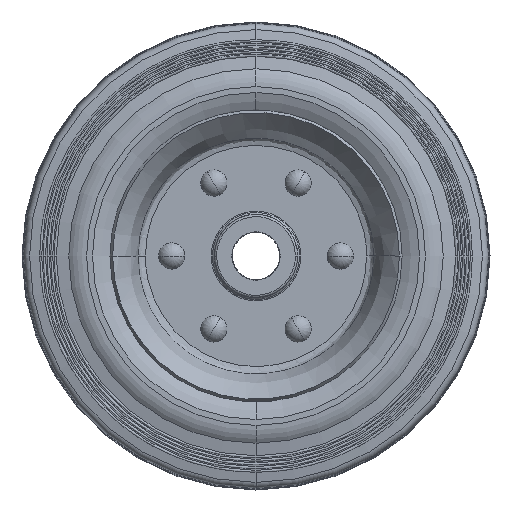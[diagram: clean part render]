
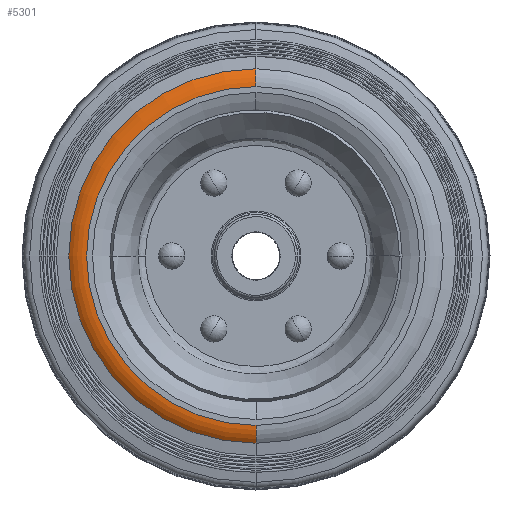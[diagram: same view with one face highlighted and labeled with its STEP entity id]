
A CAD part, left-side view. The second image highlights one B-rep face of the part: STEP entity #5301.
In plain terms, the highlighted toroidal (fillet/blend) face has major radius 90.472 mm and minor radius 15 mm.
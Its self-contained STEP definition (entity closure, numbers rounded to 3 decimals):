
#275 = CIRCLE ( 'NONE', #16921, 90.472 ) ;
#1426 = CARTESIAN_POINT ( 'NONE',  ( -29., 0., 90.472 ) ) ;
#1502 = DIRECTION ( 'NONE',  ( 0., 0., -1. ) ) ;
#1620 = FACE_OUTER_BOUND ( 'NONE', #7975, .T. ) ;
#1924 = CIRCLE ( 'NONE', #14575, 15. ) ;
#2116 = AXIS2_PLACEMENT_3D ( 'NONE', #9463, #5945, #14690 ) ;
#3117 = ORIENTED_EDGE ( 'NONE', *, *, #7166, .T. ) ;
#3404 = AXIS2_PLACEMENT_3D ( 'NONE', #7178, #5703, #5483 ) ;
#3537 = DIRECTION ( 'NONE',  ( 1., 0., 0. ) ) ;
#3717 = AXIS2_PLACEMENT_3D ( 'NONE', #13851, #3537, #1502 ) ;
#4036 = CARTESIAN_POINT ( 'NONE',  ( -14., 0., -90.472 ) ) ;
#5301 = ADVANCED_FACE ( 'NONE', ( #1620 ), #19669, .T. ) ;
#5483 = DIRECTION ( 'NONE',  ( 0., 0., 1. ) ) ;
#5677 = EDGE_CURVE ( 'NONE', #16086, #12877, #1924, .T. ) ;
#5703 = DIRECTION ( 'NONE',  ( 0., 1., 0. ) ) ;
#5945 = DIRECTION ( 'NONE',  ( 1., 0., 0. ) ) ;
#6724 = ORIENTED_EDGE ( 'NONE', *, *, #5677, .F. ) ;
#7166 = EDGE_CURVE ( 'NONE', #16086, #16272, #275, .T. ) ;
#7178 = CARTESIAN_POINT ( 'NONE',  ( -14., 0., 90.472 ) ) ;
#7975 = EDGE_LOOP ( 'NONE', ( #3117, #10847, #11167, #6724 ) ) ;
#8428 = CIRCLE ( 'NONE', #3404, 15. ) ;
#9207 = CARTESIAN_POINT ( 'NONE',  ( -25.586, 0., -100. ) ) ;
#9463 = CARTESIAN_POINT ( 'NONE',  ( -25.586, 0., 0. ) ) ;
#9815 = CARTESIAN_POINT ( 'NONE',  ( -29., 0., 0. ) ) ;
#10035 = DIRECTION ( 'NONE',  ( 1., 0., 0. ) ) ;
#10847 = ORIENTED_EDGE ( 'NONE', *, *, #11346, .T. ) ;
#11167 = ORIENTED_EDGE ( 'NONE', *, *, #13464, .F. ) ;
#11346 = EDGE_CURVE ( 'NONE', #16272, #22410, #8428, .T. ) ;
#12877 = VERTEX_POINT ( 'NONE', #9207 ) ;
#13096 = CARTESIAN_POINT ( 'NONE',  ( -25.586, 0., 100. ) ) ;
#13143 = CARTESIAN_POINT ( 'NONE',  ( -29., 0., -90.472 ) ) ;
#13464 = EDGE_CURVE ( 'NONE', #12877, #22410, #18407, .T. ) ;
#13851 = CARTESIAN_POINT ( 'NONE',  ( -14., 0., 0. ) ) ;
#14575 = AXIS2_PLACEMENT_3D ( 'NONE', #4036, #21499, #18100 ) ;
#14690 = DIRECTION ( 'NONE',  ( 0., 0., -1. ) ) ;
#16086 = VERTEX_POINT ( 'NONE', #13143 ) ;
#16272 = VERTEX_POINT ( 'NONE', #1426 ) ;
#16921 = AXIS2_PLACEMENT_3D ( 'NONE', #9815, #10035, #18571 ) ;
#18100 = DIRECTION ( 'NONE',  ( 0., 0., -1. ) ) ;
#18407 = CIRCLE ( 'NONE', #2116, 100. ) ;
#18571 = DIRECTION ( 'NONE',  ( 0., 0., -1. ) ) ;
#19669 = TOROIDAL_SURFACE ( 'NONE', #3717, 90.472, 15. ) ;
#21499 = DIRECTION ( 'NONE',  ( 0., -1., 0. ) ) ;
#22410 = VERTEX_POINT ( 'NONE', #13096 ) ;
